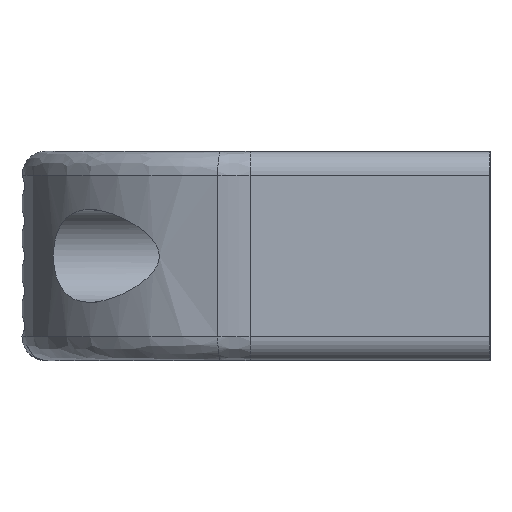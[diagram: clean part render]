
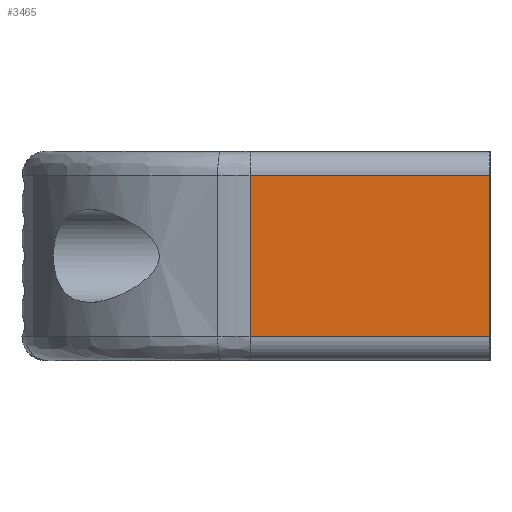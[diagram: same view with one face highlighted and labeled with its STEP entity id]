
A CAD part, left-side view. The second image highlights one B-rep face of the part: STEP entity #3465.
In plain terms, the highlighted planar face has unit normal (-1, 0, 0).
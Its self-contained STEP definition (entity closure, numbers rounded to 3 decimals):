
#34 = LINE ( 'NONE', #925, #3387 ) ;
#43 = DIRECTION ( 'NONE',  ( 0., 1., 0. ) ) ;
#110 = CARTESIAN_POINT ( 'NONE',  ( -8., 21.5, 25.4 ) ) ;
#238 = VECTOR ( 'NONE', #1263, 1000. ) ;
#242 = ORIENTED_EDGE ( 'NONE', *, *, #317, .F. ) ;
#317 = EDGE_CURVE ( 'NONE', #2269, #3114, #586, .T. ) ;
#376 = EDGE_LOOP ( 'NONE', ( #2109, #3042, #2121, #242 ) ) ;
#383 = CARTESIAN_POINT ( 'NONE',  ( -8., 0., -13. ) ) ;
#408 = PLANE ( 'NONE',  #1760 ) ;
#586 = LINE ( 'NONE', #110, #238 ) ;
#644 = FACE_OUTER_BOUND ( 'NONE', #376, .T. ) ;
#757 = VERTEX_POINT ( 'NONE', #1583 ) ;
#798 = VERTEX_POINT ( 'NONE', #1892 ) ;
#892 = DIRECTION ( 'NONE',  ( 0., 0., 1. ) ) ;
#925 = CARTESIAN_POINT ( 'NONE',  ( -8., 0., -10. ) ) ;
#1075 = EDGE_CURVE ( 'NONE', #798, #757, #2792, .T. ) ;
#1141 = EDGE_CURVE ( 'NONE', #2269, #798, #34, .T. ) ;
#1263 = DIRECTION ( 'NONE',  ( 0., 0., 1. ) ) ;
#1303 = CARTESIAN_POINT ( 'NONE',  ( -8., 21.5, -10. ) ) ;
#1512 = LINE ( 'NONE', #3276, #2725 ) ;
#1583 = CARTESIAN_POINT ( 'NONE',  ( -8., -8.24, 10. ) ) ;
#1671 = CARTESIAN_POINT ( 'NONE',  ( -8., 21.5, 10. ) ) ;
#1760 = AXIS2_PLACEMENT_3D ( 'NONE', #383, #3342, #3018 ) ;
#1892 = CARTESIAN_POINT ( 'NONE',  ( -8., -8.24, -10. ) ) ;
#2002 = VECTOR ( 'NONE', #892, 1000. ) ;
#2083 = CARTESIAN_POINT ( 'NONE',  ( -8., -8.24, 0. ) ) ;
#2109 = ORIENTED_EDGE ( 'NONE', *, *, #1141, .T. ) ;
#2121 = ORIENTED_EDGE ( 'NONE', *, *, #2846, .T. ) ;
#2269 = VERTEX_POINT ( 'NONE', #1303 ) ;
#2725 = VECTOR ( 'NONE', #43, 1000. ) ;
#2792 = LINE ( 'NONE', #2083, #2002 ) ;
#2846 = EDGE_CURVE ( 'NONE', #757, #3114, #1512, .T. ) ;
#3018 = DIRECTION ( 'NONE',  ( 0., 0., 1. ) ) ;
#3042 = ORIENTED_EDGE ( 'NONE', *, *, #1075, .T. ) ;
#3114 = VERTEX_POINT ( 'NONE', #1671 ) ;
#3276 = CARTESIAN_POINT ( 'NONE',  ( -8., 0., 10. ) ) ;
#3322 = DIRECTION ( 'NONE',  ( 0., -1., 0. ) ) ;
#3342 = DIRECTION ( 'NONE',  ( -1., 0., 0. ) ) ;
#3387 = VECTOR ( 'NONE', #3322, 1000. ) ;
#3465 = ADVANCED_FACE ( 'NONE', ( #644 ), #408, .T. ) ;
